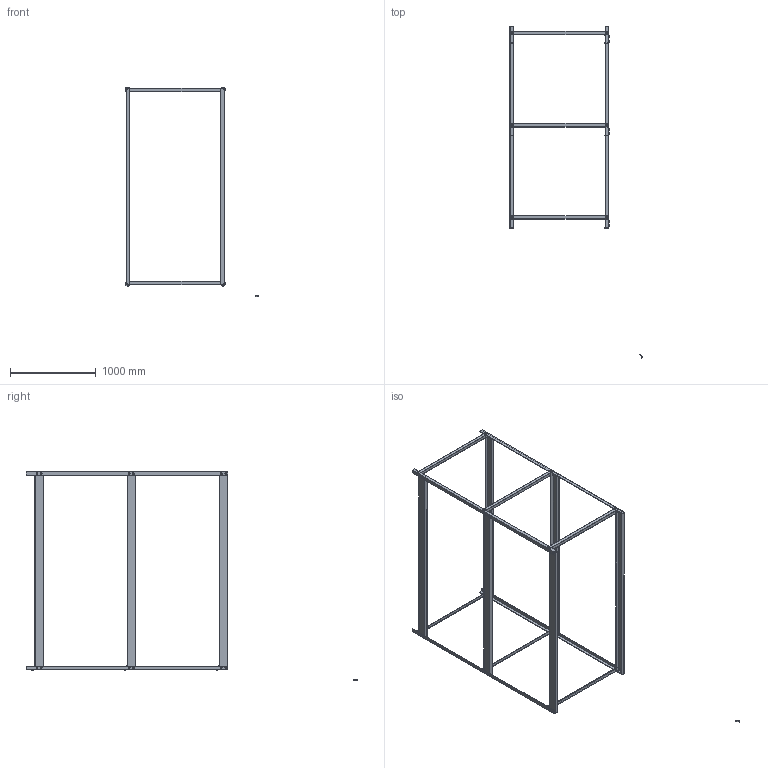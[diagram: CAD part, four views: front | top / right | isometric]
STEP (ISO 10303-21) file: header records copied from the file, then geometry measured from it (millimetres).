
FILE_DESCRIPTION(/* description */ (''),/* implementation_level */ '2;1');
FILE_NAME(/* name */ 'Montagem2.stp',/* time_stamp */ '2018-04-18T15:03:37-03:00',/* author */ ('Alison'),/* organization */ (''),/* preprocessor_version */ 'ST-DEVELOPER v15.2',/* originating_system */ 'Autodesk Inventor 2014',/* authorisation */ '');
FILE_SCHEMA (('AUTOMOTIVE_DESIGN { 1 0 10303 214 3 1 1 }'));
Length unit declared in the file: millimetre
Products named in the file (7): Lateral em U; COLUNA FINAL; COLUNA FINAL 2; Viga frentsup; DIN 931-1 - M10 x 40; DIN 934 - M10 x 1,5; Montagem2
Bounding box: 1552.52 x 3864.18 x 2441.71 mm (x, y, z)
Volume: 17252935.8 mm3; surface area: 7539446.6 mm2
Topology: 89 solids, 89 shells, 1407 faces, 3170 edges, 2015 vertices
Faces by surface type: plane 798, cone 403, cylinder 206
Full cylindrical faces by diameter (mm): 8.376 x36, 10 x109, 15.6 x37
Entity records: 3506 total; most frequent: DIRECTION 626, CARTESIAN_POINT 584, ORIENTED_EDGE 394, AXIS2_PLACEMENT_3D 263, EDGE_CURVE 197, EDGE_LOOP 178, VERTEX_POINT 149, LINE 100
